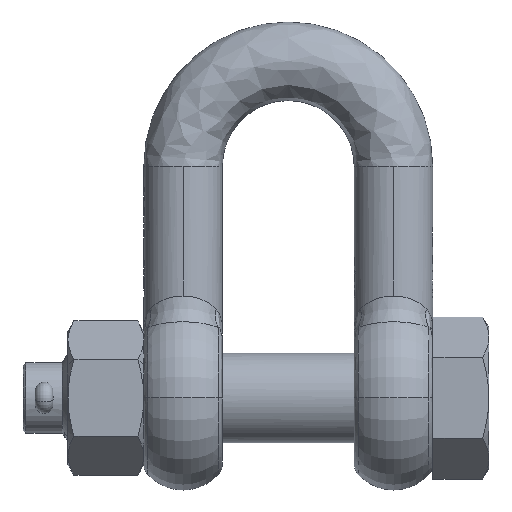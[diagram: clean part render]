
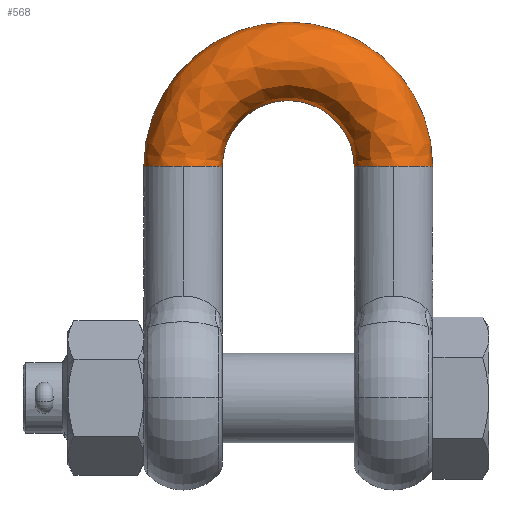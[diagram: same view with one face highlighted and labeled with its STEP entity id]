
A CAD part, top view. The second image highlights one B-rep face of the part: STEP entity #568.
In plain terms, the highlighted free-form (B-spline) face has degree [3, 3] with [4, 4] control points.
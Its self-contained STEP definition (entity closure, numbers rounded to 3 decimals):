
#568=ADVANCED_FACE('NONE',(#1755),#1756,.F.);
#1755=FACE_OUTER_BOUND('',#10132,.T.);
#1756=(B_SPLINE_SURFACE(3,3,((#10134,#10135,#10136,#10137),(#10138,#10139,#10140,#10141),(#10142,#10143,#10144,#10145),(#10146,#10147,#10148,#10149)),.UNSPECIFIED.,.F.,.F.,.F.)B_SPLINE_SURFACE_WITH_KNOTS((4,4),(4,4),(0.0,1.0),(0.0,1.0),.UNSPECIFIED.)RATIONAL_B_SPLINE_SURFACE(((1.0,0.333,0.333,1.0),(0.333,0.111,0.111,0.333),(0.333,0.111,0.111,0.333),(1.0,0.333,0.333,1.0)))BOUNDED_SURFACE()REPRESENTATION_ITEM('')GEOMETRIC_REPRESENTATION_ITEM()SURFACE());
#10132=EDGE_LOOP('',(#17909,#17910,#17911,#17912,#17913,#17914));
#10134=CARTESIAN_POINT('',(-23.5,82.5,0.));
#10135=CARTESIAN_POINT('',(-23.5,129.5,0.));
#10136=CARTESIAN_POINT('',(23.5,129.5,0.));
#10137=CARTESIAN_POINT('',(23.5,82.5,0.));
#10138=CARTESIAN_POINT('',(-23.5,82.5,28.0));
#10139=CARTESIAN_POINT('',(-23.5,129.5,28.0));
#10140=CARTESIAN_POINT('',(23.5,129.5,28.0));
#10141=CARTESIAN_POINT('',(23.5,82.5,28.0));
#10142=CARTESIAN_POINT('',(-51.5,82.5,28.0));
#10143=CARTESIAN_POINT('',(-51.5,185.5,28.0));
#10144=CARTESIAN_POINT('',(51.5,185.5,28.0));
#10145=CARTESIAN_POINT('',(51.5,82.5,28.0));
#10146=CARTESIAN_POINT('',(-51.5,82.5,0.));
#10147=CARTESIAN_POINT('',(-51.5,185.5,0.));
#10148=CARTESIAN_POINT('',(51.5,185.5,0.));
#10149=CARTESIAN_POINT('',(51.5,82.5,0.));
#17909=ORIENTED_EDGE('',*,*,#20198,.F.);
#17910=ORIENTED_EDGE('',*,*,#20777,.T.);
#17911=ORIENTED_EDGE('',*,*,#20778,.T.);
#17912=ORIENTED_EDGE('',*,*,#20088,.T.);
#17913=ORIENTED_EDGE('',*,*,#20779,.T.);
#17914=ORIENTED_EDGE('',*,*,#20650,.F.);
#20088=EDGE_CURVE('NONE',#22433,#22434,#22435,.T.);
#20198=EDGE_CURVE('NONE',#22651,#22653,#22654,.T.);
#20650=EDGE_CURVE('NONE',#22653,#23400,#23401,.T.);
#20777=EDGE_CURVE('NONE',#22651,#23648,#23649,.T.);
#20778=EDGE_CURVE('NONE',#23648,#22433,#23650,.T.);
#20779=EDGE_CURVE('NONE',#22434,#23400,#23651,.T.);
#22433=VERTEX_POINT('NONE',#28788);
#22434=VERTEX_POINT('NONE',#28789);
#22435=CIRCLE('',#28790,14.0);
#22651=VERTEX_POINT('NONE',#29416);
#22653=VERTEX_POINT('NONE',#29418);
#22654=CIRCLE('',#29419,14.0);
#23400=VERTEX_POINT('NONE',#32087);
#23401=CIRCLE('',#32088,14.0);
#23648=VERTEX_POINT('NONE',#32811);
#23649=CIRCLE('',#32812,23.5);
#23650=CIRCLE('',#32813,14.0);
#23651=CIRCLE('',#32814,51.5);
#28788=CARTESIAN_POINT('',(37.5,82.5,14.0));
#28789=CARTESIAN_POINT('',(51.5,82.5,0.));
#28790=AXIS2_PLACEMENT_3D('',#37237,#37238,#37239);
#29416=CARTESIAN_POINT('',(-23.5,82.5,0.));
#29418=CARTESIAN_POINT('',(-37.5,82.5,14.0));
#29419=AXIS2_PLACEMENT_3D('',#37339,#37340,#37341);
#32087=CARTESIAN_POINT('',(-51.5,82.5,0.));
#32088=AXIS2_PLACEMENT_3D('',#37711,#37712,#37713);
#32811=CARTESIAN_POINT('',(23.5,82.5,0.));
#32812=AXIS2_PLACEMENT_3D('',#37833,#37834,#37835);
#32813=AXIS2_PLACEMENT_3D('',#37836,#37837,#37838);
#32814=AXIS2_PLACEMENT_3D('',#37839,#37840,#37841);
#37237=CARTESIAN_POINT('',(37.5,82.5,0.0));
#37238=DIRECTION('',(0.0,1.0,0.0));
#37239=DIRECTION('',(1.0,0.0,0.));
#37339=CARTESIAN_POINT('',(-37.5,82.5,0.));
#37340=DIRECTION('',(0.0,-1.0,0.0));
#37341=DIRECTION('',(0.0,0.0,-1.0));
#37711=CARTESIAN_POINT('',(-37.5,82.5,0.));
#37712=DIRECTION('',(0.0,-1.0,0.0));
#37713=DIRECTION('',(0.0,0.0,-1.0));
#37833=CARTESIAN_POINT('',(0.0,82.5,0.));
#37834=DIRECTION('',(0.0,0.0,-1.0));
#37835=DIRECTION('',(-1.0,0.0,0.0));
#37836=CARTESIAN_POINT('',(37.5,82.5,0.0));
#37837=DIRECTION('',(0.0,1.0,0.0));
#37838=DIRECTION('',(1.0,0.0,0.));
#37839=CARTESIAN_POINT('',(0.0,82.5,0.));
#37840=DIRECTION('',(0.0,0.0,1.0));
#37841=DIRECTION('',(-1.0,0.0,0.0));
